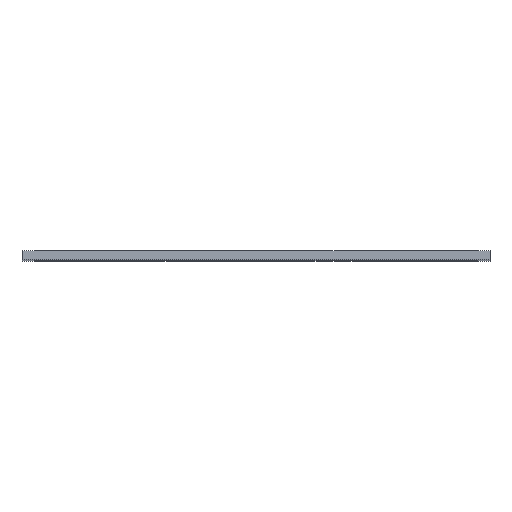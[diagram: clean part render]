
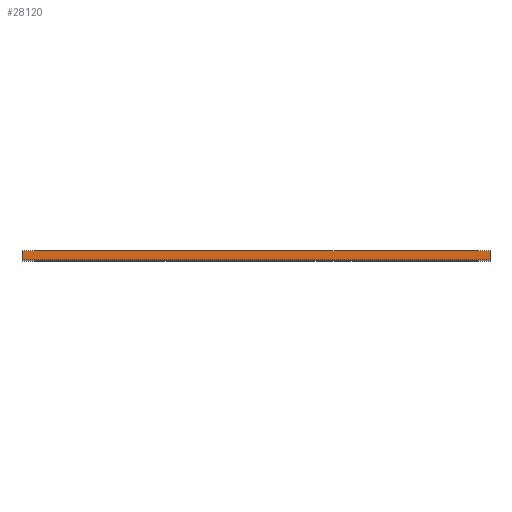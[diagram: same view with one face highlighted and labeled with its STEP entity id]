
A CAD part, top view. The second image highlights one B-rep face of the part: STEP entity #28120.
In plain terms, the highlighted planar face has unit normal (0, 0, 1).
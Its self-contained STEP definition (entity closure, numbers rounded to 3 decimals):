
#1963=FACE_OUTER_BOUND('',#3289,.T.);
#3289=EDGE_LOOP('',(#22478,#22479,#22480,#22481));
#7309=LINE('',#43339,#10916);
#7317=LINE('',#43354,#10924);
#7318=LINE('',#43356,#10925);
#7319=LINE('',#43357,#10926);
#10916=VECTOR('',#35288,10.);
#10924=VECTOR('',#35300,10.);
#10925=VECTOR('',#35303,10.);
#10926=VECTOR('',#35304,10.);
#13666=VERTEX_POINT('',#43335);
#13668=VERTEX_POINT('',#43338);
#13672=VERTEX_POINT('',#43350);
#13673=VERTEX_POINT('',#43352);
#17405=EDGE_CURVE('',#13666,#13668,#7309,.T.);
#17413=EDGE_CURVE('',#13672,#13673,#7317,.T.);
#17414=EDGE_CURVE('',#13672,#13666,#7318,.T.);
#17415=EDGE_CURVE('',#13668,#13673,#7319,.T.);
#22478=ORIENTED_EDGE('',*,*,#17414,.F.);
#22479=ORIENTED_EDGE('',*,*,#17413,.T.);
#22480=ORIENTED_EDGE('',*,*,#17415,.F.);
#22481=ORIENTED_EDGE('',*,*,#17405,.F.);
#26918=PLANE('',#29460);
#28120=ADVANCED_FACE('',(#1963),#26918,.T.);
#29460=AXIS2_PLACEMENT_3D('',#43355,#35301,#35302);
#35288=DIRECTION('',(0.,1.,0.));
#35300=DIRECTION('',(0.,1.,0.));
#35301=DIRECTION('center_axis',(0.,0.,1.));
#35302=DIRECTION('ref_axis',(1.,0.,0.));
#35303=DIRECTION('',(-1.,0.,0.));
#35304=DIRECTION('',(1.,0.,0.));
#43335=CARTESIAN_POINT('',(0.,0.,160.));
#43338=CARTESIAN_POINT('',(0.,1.5,160.));
#43339=CARTESIAN_POINT('',(0.,0.,160.));
#43350=CARTESIAN_POINT('',(77.5,0.,160.));
#43352=CARTESIAN_POINT('',(77.5,1.5,160.));
#43354=CARTESIAN_POINT('',(77.5,0.,160.));
#43355=CARTESIAN_POINT('Origin',(0.,0.,160.));
#43356=CARTESIAN_POINT('',(77.5,0.,160.));
#43357=CARTESIAN_POINT('',(77.5,1.5,160.));
